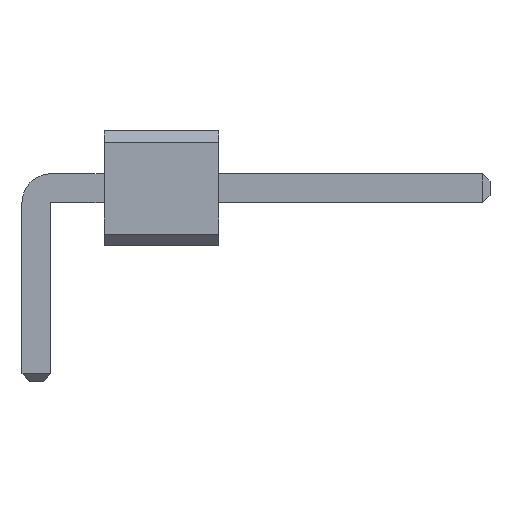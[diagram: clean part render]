
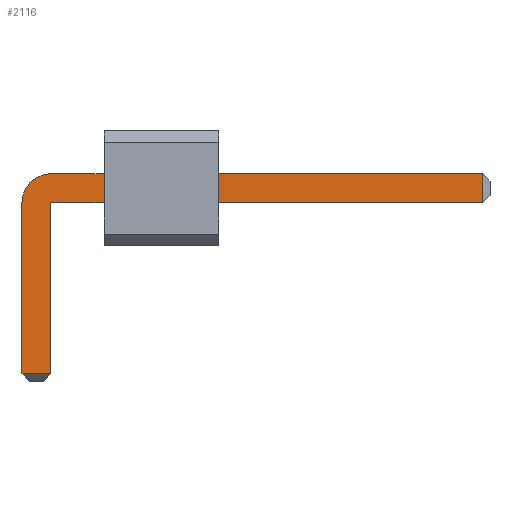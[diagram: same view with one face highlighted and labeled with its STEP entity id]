
A CAD part, front view. The second image highlights one B-rep face of the part: STEP entity #2116.
In plain terms, the highlighted planar face has unit normal (0, -1, 0).
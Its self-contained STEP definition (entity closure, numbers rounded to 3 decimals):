
#13=DIRECTION('',(0.,0.,1.));
#898=VECTOR('',#13,1.);
#1916=VECTOR('',#1917,1.);
#1917=DIRECTION('',(1.,0.,0.));
#1923=VECTOR('',#1924,1.);
#1924=DIRECTION('',(0.,0.,-1.));
#1931=VECTOR('',#1932,1.);
#1932=DIRECTION('',(-1.,0.,0.));
#1953=DIRECTION('',(-0.,1.,0.));
#1957=DIRECTION('',(0.,1.,0.));
#1958=DIRECTION('',(1.,0.,0.));
#1965=VERTEX_POINT('',#1966);
#1966=CARTESIAN_POINT('',(0.32,-35.88,1.59));
#1968=ORIENTED_EDGE('',*,*,#1969,.T.);
#1969=EDGE_CURVE('',#1965,#1970,#1972,.T.);
#1970=VERTEX_POINT('',#1971);
#1971=CARTESIAN_POINT('',(9.88,-35.88,1.59));
#1972=LINE('',#1973,#1916);
#1973=CARTESIAN_POINT('',(-0.32,-35.88,1.59));
#2011=EDGE_CURVE('',#2012,#1965,#2014,.T.);
#2012=VERTEX_POINT('',#2013);
#2013=CARTESIAN_POINT('',(-0.32,-35.88,0.95));
#2014=CIRCLE('',#2015,0.64);
#2015=AXIS2_PLACEMENT_3D('',#2016,#1953,#1924);
#2016=CARTESIAN_POINT('',(0.32,-35.88,0.95));
#2028=VERTEX_POINT('',#2029);
#2029=CARTESIAN_POINT('',(9.88,-35.88,0.95));
#2031=ORIENTED_EDGE('',*,*,#2032,.T.);
#2032=EDGE_CURVE('',#2028,#2033,#2034,.T.);
#2033=VERTEX_POINT('',#2016);
#2034=LINE('',#2035,#1931);
#2035=CARTESIAN_POINT('',(10.04,-35.88,0.95));
#2047=VERTEX_POINT('',#2048);
#2048=CARTESIAN_POINT('',(-0.32,-35.88,-2.84));
#2050=ORIENTED_EDGE('',*,*,#2051,.T.);
#2051=EDGE_CURVE('',#2047,#2012,#2052,.T.);
#2052=LINE('',#2053,#898);
#2053=CARTESIAN_POINT('',(-0.32,-35.88,-3.));
#2061=ORIENTED_EDGE('',*,*,#2062,.T.);
#2062=EDGE_CURVE('',#2033,#2063,#2065,.T.);
#2063=VERTEX_POINT('',#2064);
#2064=CARTESIAN_POINT('',(0.32,-35.88,-2.84));
#2065=LINE('',#2016,#1923);
#2116=ADVANCED_FACE('',(#2117),#2126,.F.);
#2117=FACE_BOUND('',#2118,.F.);
#2118=EDGE_LOOP('',(#1968,#2119,#2031,#2061,#2122,#2050,#2125));
#2119=ORIENTED_EDGE('',*,*,#2120,.T.);
#2120=EDGE_CURVE('',#1970,#2028,#2121,.T.);
#2121=LINE('',#1971,#1923);
#2122=ORIENTED_EDGE('',*,*,#2123,.T.);
#2123=EDGE_CURVE('',#2063,#2047,#2124,.T.);
#2124=LINE('',#2064,#1931);
#2125=ORIENTED_EDGE('',*,*,#2011,.T.);
#2126=PLANE('',#2127);
#2127=AXIS2_PLACEMENT_3D('',#2128,#1957,#1958);
#2128=CARTESIAN_POINT('',(3.576,-35.88,0.579));
